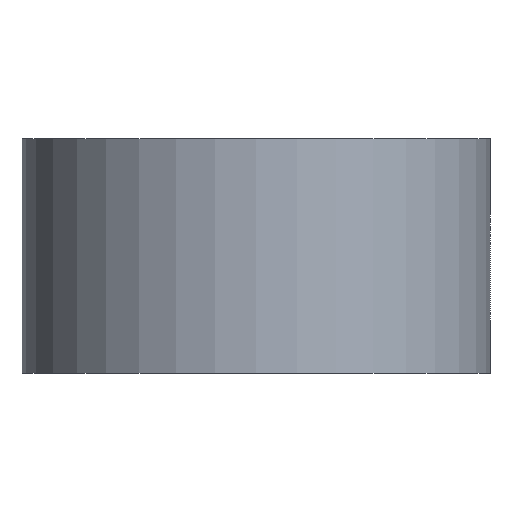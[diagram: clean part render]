
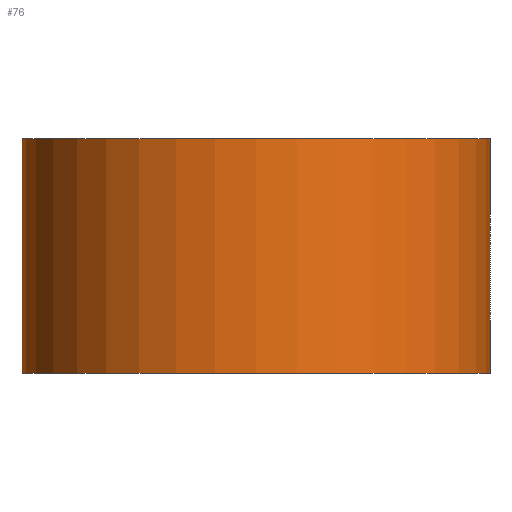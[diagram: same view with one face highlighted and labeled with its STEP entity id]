
A CAD part, front view. The second image highlights one B-rep face of the part: STEP entity #76.
In plain terms, the highlighted cylindrical face has radius 10 mm (diameter 20 mm), a partial arc.
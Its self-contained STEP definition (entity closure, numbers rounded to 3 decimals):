
#1 = DIRECTION ( 'NONE',  ( 1., 0., 0. ) ) ;
#10 = AXIS2_PLACEMENT_3D ( 'NONE', #188, #158, #1 ) ;
#26 = CARTESIAN_POINT ( 'NONE',  ( 0., -17.5, 0. ) ) ;
#33 = DIRECTION ( 'NONE',  ( 0., 0., -1. ) ) ;
#41 = CIRCLE ( 'NONE', #295, 10. ) ;
#50 = AXIS2_PLACEMENT_3D ( 'NONE', #111, #232, #202 ) ;
#55 = LINE ( 'NONE', #329, #269 ) ;
#76 = ADVANCED_FACE ( 'NONE', ( #200 ), #294, .T. ) ;
#85 = ORIENTED_EDGE ( 'NONE', *, *, #334, .F. ) ;
#97 = VERTEX_POINT ( 'NONE', #243 ) ;
#108 = EDGE_CURVE ( 'NONE', #199, #169, #41, .T. ) ;
#111 = CARTESIAN_POINT ( 'NONE',  ( 0., -17.5, 10. ) ) ;
#122 = DIRECTION ( 'NONE',  ( 0., 0., -1. ) ) ;
#124 = CIRCLE ( 'NONE', #10, 10. ) ;
#143 = EDGE_LOOP ( 'NONE', ( #311, #145, #85, #190 ) ) ;
#145 = ORIENTED_EDGE ( 'NONE', *, *, #155, .F. ) ;
#155 = EDGE_CURVE ( 'NONE', #97, #169, #268, .T. ) ;
#158 = DIRECTION ( 'NONE',  ( 0., 0., 1. ) ) ;
#169 = VERTEX_POINT ( 'NONE', #359 ) ;
#177 = VECTOR ( 'NONE', #33, 1000. ) ;
#188 = CARTESIAN_POINT ( 'NONE',  ( 0., -17.5, 10. ) ) ;
#190 = ORIENTED_EDGE ( 'NONE', *, *, #193, .T. ) ;
#193 = EDGE_CURVE ( 'NONE', #250, #199, #55, .T. ) ;
#199 = VERTEX_POINT ( 'NONE', #306 ) ;
#200 = FACE_OUTER_BOUND ( 'NONE', #143, .T. ) ;
#202 = DIRECTION ( 'NONE',  ( -1., 0., 0. ) ) ;
#209 = DIRECTION ( 'NONE',  ( 1., 0., 0. ) ) ;
#213 = CARTESIAN_POINT ( 'NONE',  ( 10., -17.5, 10. ) ) ;
#232 = DIRECTION ( 'NONE',  ( 0., 0., -1. ) ) ;
#243 = CARTESIAN_POINT ( 'NONE',  ( 10., -17.5, 10. ) ) ;
#250 = VERTEX_POINT ( 'NONE', #304 ) ;
#268 = LINE ( 'NONE', #213, #177 ) ;
#269 = VECTOR ( 'NONE', #122, 1000. ) ;
#294 = CYLINDRICAL_SURFACE ( 'NONE', #50, 10. ) ;
#295 = AXIS2_PLACEMENT_3D ( 'NONE', #26, #358, #209 ) ;
#304 = CARTESIAN_POINT ( 'NONE',  ( -10., -17.5, 10. ) ) ;
#306 = CARTESIAN_POINT ( 'NONE',  ( -10., -17.5, 0. ) ) ;
#311 = ORIENTED_EDGE ( 'NONE', *, *, #108, .T. ) ;
#329 = CARTESIAN_POINT ( 'NONE',  ( -10., -17.5, 10. ) ) ;
#334 = EDGE_CURVE ( 'NONE', #250, #97, #124, .T. ) ;
#358 = DIRECTION ( 'NONE',  ( 0., 0., 1. ) ) ;
#359 = CARTESIAN_POINT ( 'NONE',  ( 10., -17.5, 0. ) ) ;
